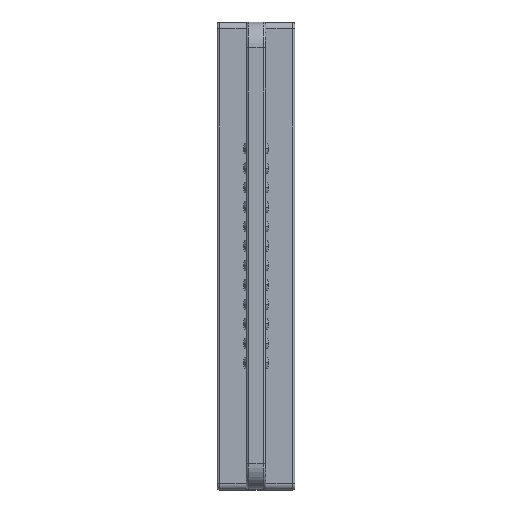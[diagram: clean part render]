
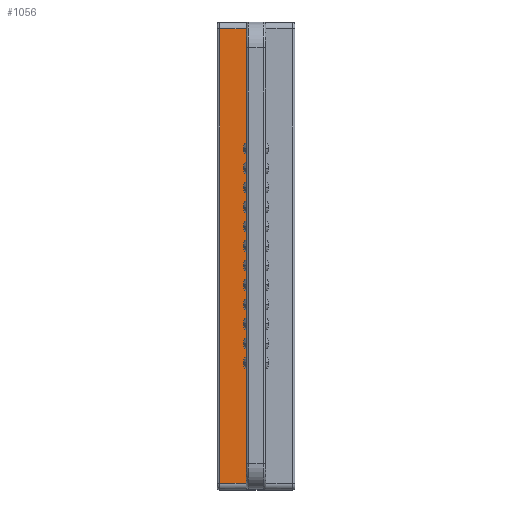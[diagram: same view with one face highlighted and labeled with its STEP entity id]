
A CAD part, top view. The second image highlights one B-rep face of the part: STEP entity #1056.
In plain terms, the highlighted planar face has unit normal (0, 0, 1).
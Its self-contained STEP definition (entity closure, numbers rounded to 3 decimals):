
#662=FACE_OUTER_BOUND('',#1792,.T.);
#1056=ADVANCED_FACE('',(#662),#1246,.F.);
#1246=PLANE('',#6721);
#1792=EDGE_LOOP('',(#3469,#3470,#3471,#3472));
#1885=LINE('',#8825,#2061);
#1906=LINE('',#15204,#2082);
#1907=LINE('',#15206,#2083);
#1908=LINE('',#15208,#2084);
#2061=VECTOR('',#6895,1.);
#2082=VECTOR('',#8330,1.);
#2083=VECTOR('',#8333,1.);
#2084=VECTOR('',#8334,1.);
#3469=ORIENTED_EDGE('',*,*,#4500,.F.);
#3470=ORIENTED_EDGE('',*,*,#5119,.F.);
#3471=ORIENTED_EDGE('',*,*,#5120,.F.);
#3472=ORIENTED_EDGE('',*,*,#5121,.F.);
#3944=VERTEX_POINT('',#8824);
#3945=VERTEX_POINT('',#8826);
#4355=VERTEX_POINT('',#15203);
#4356=VERTEX_POINT('',#15207);
#4500=EDGE_CURVE('',#3944,#3945,#1885,.T.);
#5119=EDGE_CURVE('',#4355,#3944,#1906,.T.);
#5120=EDGE_CURVE('',#4356,#4355,#1907,.T.);
#5121=EDGE_CURVE('',#3945,#4356,#1908,.T.);
#6721=AXIS2_PLACEMENT_3D('',#15209,#8335,#8336);
#6895=DIRECTION('',(0.,-1.,0.));
#8330=DIRECTION('',(1.,0.,0.));
#8333=DIRECTION('',(0.,1.,0.));
#8334=DIRECTION('',(-1.,0.,0.));
#8335=DIRECTION('',(0.,0.,-1.));
#8336=DIRECTION('',(1.,0.,0.));
#8824=CARTESIAN_POINT('',(52.95,36.295,1.5));
#8825=CARTESIAN_POINT('',(52.95,36.295,1.5));
#8826=CARTESIAN_POINT('',(52.95,1.295,1.5));
#15203=CARTESIAN_POINT('',(50.9,36.295,1.5));
#15204=CARTESIAN_POINT('',(50.9,36.295,1.5));
#15206=CARTESIAN_POINT('',(50.9,1.295,1.5));
#15207=CARTESIAN_POINT('',(50.9,1.295,1.5));
#15208=CARTESIAN_POINT('',(52.95,1.295,1.5));
#15209=CARTESIAN_POINT('',(52.1,6.295,1.5));
